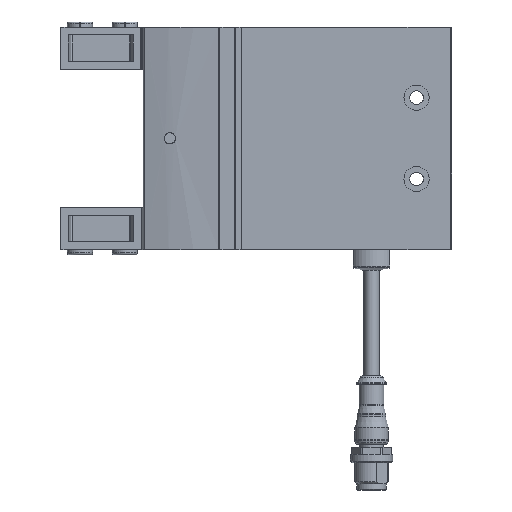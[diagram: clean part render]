
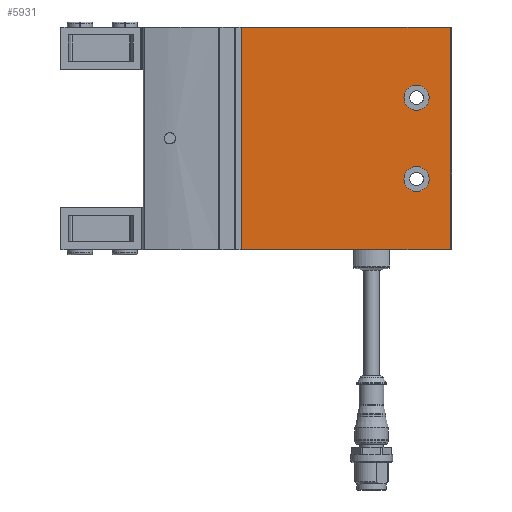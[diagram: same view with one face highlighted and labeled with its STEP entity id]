
A CAD part, left-side view. The second image highlights one B-rep face of the part: STEP entity #5931.
In plain terms, the highlighted planar face has unit normal (-1, 0, 0).
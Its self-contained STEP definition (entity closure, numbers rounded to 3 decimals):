
#171=LINE('',#8351,#569);
#210=LINE('',#8463,#608);
#253=LINE('',#8593,#651);
#569=VECTOR('',#6892,1000.);
#608=VECTOR('',#6971,1000.);
#651=VECTOR('',#7062,1000.);
#919=PLANE('',#6302);
#1142=CIRCLE('',#6303,4.5);
#1143=CIRCLE('',#6304,4.5);
#1144=CIRCLE('',#6305,0.5);
#1145=CIRCLE('',#6306,0.5);
#1532=ORIENTED_EDGE('',*,*,#2739,.F.);
#1533=ORIENTED_EDGE('',*,*,#2740,.F.);
#1534=ORIENTED_EDGE('',*,*,#2677,.T.);
#1535=ORIENTED_EDGE('',*,*,#2741,.F.);
#1536=ORIENTED_EDGE('',*,*,#2742,.T.);
#1537=ORIENTED_EDGE('',*,*,#2743,.F.);
#1538=ORIENTED_EDGE('',*,*,#2619,.F.);
#1539=ORIENTED_EDGE('',*,*,#2737,.T.);
#2619=EDGE_CURVE('',#3227,#3228,#171,.T.);
#2677=EDGE_CURVE('',#3280,#3279,#210,.T.);
#2737=EDGE_CURVE('',#3227,#3280,#3576,.F.);
#2739=EDGE_CURVE('',#3336,#3336,#1142,.T.);
#2740=EDGE_CURVE('',#3337,#3337,#1143,.T.);
#2741=EDGE_CURVE('',#3338,#3279,#1144,.T.);
#2742=EDGE_CURVE('',#3338,#3339,#253,.F.);
#2743=EDGE_CURVE('',#3228,#3339,#1145,.T.);
#3227=VERTEX_POINT('',#8352);
#3228=VERTEX_POINT('',#8353);
#3279=VERTEX_POINT('',#8462);
#3280=VERTEX_POINT('',#8464);
#3336=VERTEX_POINT('',#8588);
#3337=VERTEX_POINT('',#8590);
#3338=VERTEX_POINT('',#8592);
#3339=VERTEX_POINT('',#8594);
#3576=B_SPLINE_CURVE_WITH_KNOTS('',3,(#8580,#8581,#8582,#8583),
 .UNSPECIFIED.,.F.,.F.,(4,4),(0.,1.),.UNSPECIFIED.);
#3634=EDGE_LOOP('',(#1532));
#3635=EDGE_LOOP('',(#1533));
#3636=EDGE_LOOP('',(#1534,#1535,#1536,#1537,#1538,#1539));
#4016=FACE_BOUND('',#3634,.T.);
#4017=FACE_BOUND('',#3635,.T.);
#4018=FACE_BOUND('',#3636,.T.);
#5931=ADVANCED_FACE('',(#4016,#4017,#4018),#919,.F.);
#6302=AXIS2_PLACEMENT_3D('',#8586,#7054,#7055);
#6303=AXIS2_PLACEMENT_3D('',#8587,#7056,#7057);
#6304=AXIS2_PLACEMENT_3D('',#8589,#7058,#7059);
#6305=AXIS2_PLACEMENT_3D('',#8591,#7060,#7061);
#6306=AXIS2_PLACEMENT_3D('',#8595,#7063,#7064);
#6892=DIRECTION('',(0.,-1.,0.));
#6971=DIRECTION('',(0.,-1.,0.));
#7054=DIRECTION('',(1.,0.,0.));
#7055=DIRECTION('',(0.,0.,-1.));
#7056=DIRECTION('',(-1.,0.,0.));
#7057=DIRECTION('',(0.,0.,1.));
#7058=DIRECTION('',(-1.,0.,0.));
#7059=DIRECTION('',(0.,0.,1.));
#7060=DIRECTION('',(1.,0.,0.));
#7061=DIRECTION('',(0.,0.,-1.));
#7062=DIRECTION('',(0.,0.,-1.));
#7063=DIRECTION('',(1.,0.,0.));
#7064=DIRECTION('',(0.,0.,-1.));
#8351=CARTESIAN_POINT('',(-19.5,75.,39.7));
#8352=CARTESIAN_POINT('',(-19.498,75.,39.7));
#8353=CARTESIAN_POINT('',(-19.5,0.5,39.7));
#8462=CARTESIAN_POINT('',(-19.5,0.5,-39.7));
#8463=CARTESIAN_POINT('',(-19.5,75.,-39.7));
#8464=CARTESIAN_POINT('',(-19.498,75.,-39.7));
#8580=CARTESIAN_POINT('',(-19.495,75.,-39.7));
#8581=CARTESIAN_POINT('',(-19.495,75.,-13.233));
#8582=CARTESIAN_POINT('',(-19.495,75.,13.233));
#8583=CARTESIAN_POINT('',(-19.495,75.,39.7));
#8586=CARTESIAN_POINT('',(-19.5,75.,39.7));
#8587=CARTESIAN_POINT('',(-19.5,12.5,-14.5));
#8588=CARTESIAN_POINT('',(-19.5,12.5,-10.));
#8589=CARTESIAN_POINT('',(-19.5,12.5,14.5));
#8590=CARTESIAN_POINT('',(-19.5,12.5,19.));
#8591=CARTESIAN_POINT('',(-19.5,0.5,-39.2));
#8592=CARTESIAN_POINT('',(-19.5,0.401,-39.69));
#8593=CARTESIAN_POINT('',(-19.5,0.401,39.7));
#8594=CARTESIAN_POINT('',(-19.5,0.401,39.69));
#8595=CARTESIAN_POINT('',(-19.5,0.5,39.2));
